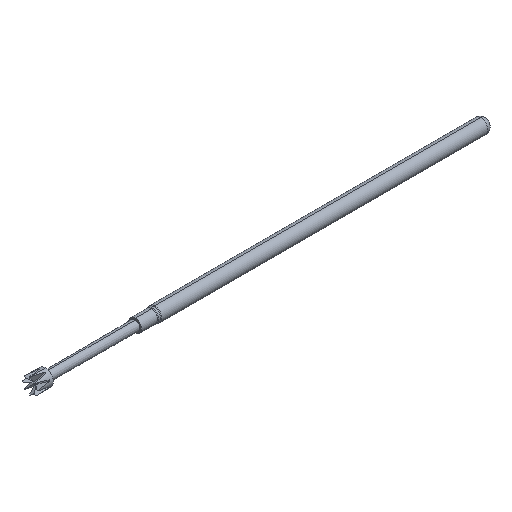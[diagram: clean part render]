
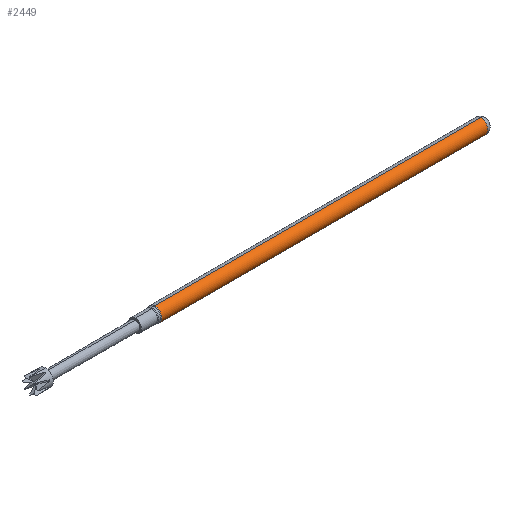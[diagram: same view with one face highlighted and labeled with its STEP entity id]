
A CAD part, isometric view. The second image highlights one B-rep face of the part: STEP entity #2449.
In plain terms, the highlighted cylindrical face has radius 0.51 mm (diameter 1.021 mm), a partial arc.
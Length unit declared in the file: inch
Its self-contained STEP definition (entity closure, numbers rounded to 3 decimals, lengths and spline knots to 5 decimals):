
#300 = DIRECTION ( 'NONE',  ( -1., 0., 0. ) ) ;
#413 = ORIENTED_EDGE ( 'NONE', *, *, #5575, .F. ) ;
#572 = DIRECTION ( 'NONE',  ( -1., 0., 0. ) ) ;
#642 = AXIS2_PLACEMENT_3D ( 'NONE', #5562, #300, #3425 ) ;
#911 = EDGE_CURVE ( 'NONE', #2187, #2006, #1841, .T. ) ;
#1122 = DIRECTION ( 'NONE',  ( 0., 0., -1. ) ) ;
#1158 = CARTESIAN_POINT ( 'NONE',  ( 0.056, 0., 0. ) ) ;
#1188 = VERTEX_POINT ( 'NONE', #6474 ) ;
#1257 = ORIENTED_EDGE ( 'NONE', *, *, #911, .T. ) ;
#1352 = ORIENTED_EDGE ( 'NONE', *, *, #5191, .F. ) ;
#1474 = CARTESIAN_POINT ( 'NONE',  ( 0., 0., 0. ) ) ;
#1521 = VECTOR ( 'NONE', #572, 39.37008 ) ;
#1841 = CIRCLE ( 'NONE', #642, 0.0201 ) ;
#2006 = VERTEX_POINT ( 'NONE', #6717 ) ;
#2061 = FACE_OUTER_BOUND ( 'NONE', #4104, .T. ) ;
#2075 = VECTOR ( 'NONE', #3581, 39.37008 ) ;
#2095 = DIRECTION ( 'NONE',  ( -1., 0., 0. ) ) ;
#2187 = VERTEX_POINT ( 'NONE', #3578 ) ;
#2207 = ORIENTED_EDGE ( 'NONE', *, *, #5268, .T. ) ;
#2449 = ADVANCED_FACE ( 'NONE', ( #2061 ), #5184, .T. ) ;
#3320 = DIRECTION ( 'NONE',  ( -1., 0., 0. ) ) ;
#3387 = AXIS2_PLACEMENT_3D ( 'NONE', #1474, #2095, #6295 ) ;
#3425 = DIRECTION ( 'NONE',  ( 0., 0., -1. ) ) ;
#3519 = LINE ( 'NONE', #4244, #2075 ) ;
#3578 = CARTESIAN_POINT ( 'NONE',  ( 0.98552, 0., -0.0201 ) ) ;
#3581 = DIRECTION ( 'NONE',  ( -1., 0., 0. ) ) ;
#4104 = EDGE_LOOP ( 'NONE', ( #1257, #2207, #1352, #413 ) ) ;
#4244 = CARTESIAN_POINT ( 'NONE',  ( 0., 0., 0.0201 ) ) ;
#5184 = CYLINDRICAL_SURFACE ( 'NONE', #3387, 0.0201 ) ;
#5191 = EDGE_CURVE ( 'NONE', #5495, #1188, #6489, .T. ) ;
#5268 = EDGE_CURVE ( 'NONE', #2006, #1188, #3519, .T. ) ;
#5395 = CARTESIAN_POINT ( 'NONE',  ( 0., 0., -0.0201 ) ) ;
#5396 = AXIS2_PLACEMENT_3D ( 'NONE', #1158, #3320, #1122 ) ;
#5495 = VERTEX_POINT ( 'NONE', #6412 ) ;
#5562 = CARTESIAN_POINT ( 'NONE',  ( 0.98552, 0., 0. ) ) ;
#5575 = EDGE_CURVE ( 'NONE', #2187, #5495, #6379, .T. ) ;
#6295 = DIRECTION ( 'NONE',  ( 0., 0., -1. ) ) ;
#6379 = LINE ( 'NONE', #5395, #1521 ) ;
#6412 = CARTESIAN_POINT ( 'NONE',  ( 0.056, 0., -0.0201 ) ) ;
#6474 = CARTESIAN_POINT ( 'NONE',  ( 0.056, 0., 0.0201 ) ) ;
#6489 = CIRCLE ( 'NONE', #5396, 0.0201 ) ;
#6717 = CARTESIAN_POINT ( 'NONE',  ( 0.98552, 0., 0.0201 ) ) ;
